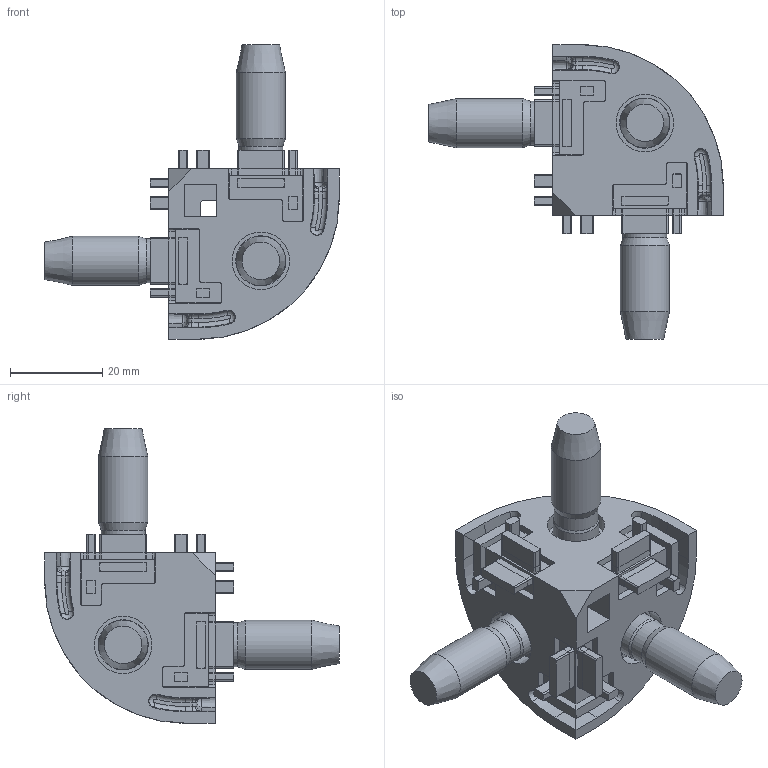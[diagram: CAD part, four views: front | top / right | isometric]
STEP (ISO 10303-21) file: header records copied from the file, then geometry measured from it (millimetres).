
FILE_DESCRIPTION(/* description */ (''),/* implementation_level */ '2;1');
FILE_NAME(/* name */ '1024276.stp',/* time_stamp */ '2024-07-24T14:26:42+02:00',/* author */ ('Bo'),/* organization */ (''),/* preprocessor_version */ 'ST-DEVELOPER v20',/* originating_system */ 'Autodesk Inventor 2025',/* authorisation */ '');
FILE_SCHEMA (('AUTOMOTIVE_DESIGN { 1 0 10303 214 3 1 1 }'));
Length unit declared in the file: millimetre
Products named in the file (5): 1024276; 1024276-1; 1024276-2; 1024276-3; 1024276-4
Assembly tree (4 placements, depth 2):
  1024276
    1024276-1
    1024276-2
    1024276-3
    1024276-4
Bounding box: 63.9 x 63.9 x 63.9 mm (x, y, z)
Volume: 23595.6 mm3; surface area: 14380.6 mm2
Topology: 4 solids, 4 shells, 594 faces, 1515 edges, 949 vertices
Faces by surface type: plane 318, cylinder 123, cone 105, bspline 27, torus 21
Full cylindrical faces by diameter (mm): 9.5 x3, 9.9 x3, 10.7 x3, 12.5 x3, 19.6 x3, 20 x3
Entity records: 19086 total; most frequent: CARTESIAN_POINT 4384, DIRECTION 3126, ORIENTED_EDGE 3030, EDGE_CURVE 1515, AXIS2_PLACEMENT_3D 1107, VERTEX_POINT 949, LINE 912, VECTOR 912
